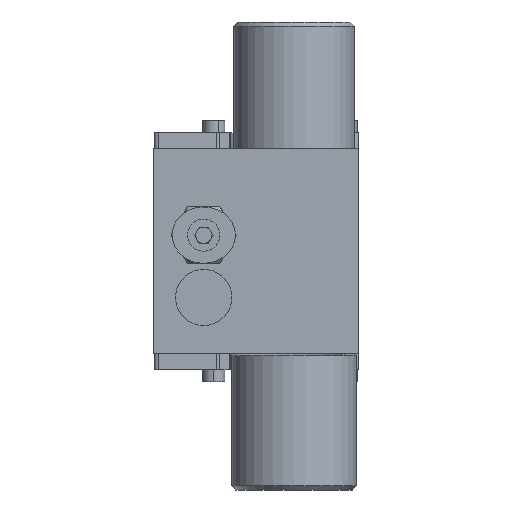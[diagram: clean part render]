
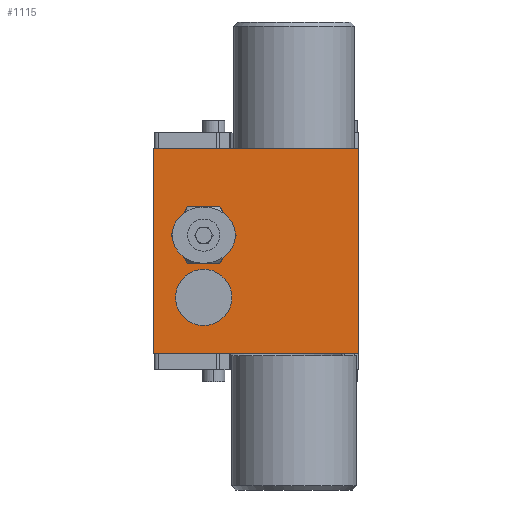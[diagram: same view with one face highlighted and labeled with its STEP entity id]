
A CAD part, left-side view. The second image highlights one B-rep face of the part: STEP entity #1115.
In plain terms, the highlighted planar face has unit normal (-1, 0, 0).
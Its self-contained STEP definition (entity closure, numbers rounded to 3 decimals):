
#1115 = ADVANCED_FACE ( 'NONE', ( #8112, #8031, #8135 ), #14171, .F. ) ;
#1383 = CARTESIAN_POINT ( 'NONE',  ( -2.773, 26.819, -11.5 ) ) ;
#1384 = DIRECTION ( 'NONE',  ( -1., 0., 0. ) ) ;
#1385 = DIRECTION ( 'NONE',  ( 0., 0., 1. ) ) ;
#1390 = LINE ( 'NONE', #1391, #17751 ) ;
#1391 = CARTESIAN_POINT ( 'NONE',  ( -2.773, 39.319, -25.5 ) ) ;
#1392 = DIRECTION ( 'NONE',  ( 0., -1., 0. ) ) ;
#1483 = CARTESIAN_POINT ( 'NONE',  ( -2.773, 26.819, 4. ) ) ;
#1484 = DIRECTION ( 'NONE',  ( -1., 0., 0. ) ) ;
#1485 = DIRECTION ( 'NONE',  ( 0., 0., 1. ) ) ;
#4772 = CARTESIAN_POINT ( 'NONE',  ( -2.773, 26.819, 8.889 ) ) ;
#4774 = CARTESIAN_POINT ( 'NONE',  ( -2.773, 26.819, -4.5 ) ) ;
#4901 = CARTESIAN_POINT ( 'NONE',  ( -2.773, 26.819, -18.5 ) ) ;
#4921 = CARTESIAN_POINT ( 'NONE',  ( -2.773, -11.681, -25.5 ) ) ;
#4932 = CARTESIAN_POINT ( 'NONE',  ( -2.773, 39.319, -25.5 ) ) ;
#5556 = CARTESIAN_POINT ( 'NONE',  ( -2.773, 39.319, 25.5 ) ) ;
#5650 = CARTESIAN_POINT ( 'NONE',  ( -2.773, -11.681, 25.5 ) ) ;
#5684 = CARTESIAN_POINT ( 'NONE',  ( -2.773, 26.819, -0.889 ) ) ;
#7985 = AXIS2_PLACEMENT_3D ( 'NONE', #14172, #14174, #14176 ) ;
#8031 = FACE_BOUND ( 'NONE', #14683, .T. ) ;
#8112 = FACE_BOUND ( 'NONE', #14665, .T. ) ;
#8135 = FACE_OUTER_BOUND ( 'NONE', #14664, .T. ) ;
#8778 = CIRCLE ( 'NONE', #9309, 7. ) ;
#8793 = CIRCLE ( 'NONE', #17903, 4.889 ) ;
#8869 = CIRCLE ( 'NONE', #9100, 4.889 ) ;
#8901 = CIRCLE ( 'NONE', #17798, 7. ) ;
#9100 = AXIS2_PLACEMENT_3D ( 'NONE', #17489, #17490, #17491 ) ;
#9105 = VECTOR ( 'NONE', #12237, 1000. ) ;
#9109 = VECTOR ( 'NONE', #12233, 1000. ) ;
#9189 = VECTOR ( 'NONE', #12024, 1000. ) ;
#9309 = AXIS2_PLACEMENT_3D ( 'NONE', #17435, #17436, #17437 ) ;
#10819 = EDGE_CURVE ( 'NONE', #12587, #12379, #8778, .T. ) ;
#10849 = EDGE_CURVE ( 'NONE', #13193, #12374, #8869, .T. ) ;
#10909 = EDGE_CURVE ( 'NONE', #13135, #12619, #12022, .T. ) ;
#10943 = EDGE_CURVE ( 'NONE', #12993, #12646, #12231, .T. ) ;
#10945 = EDGE_CURVE ( 'NONE', #12993, #13135, #12235, .T. ) ;
#11029 = EDGE_CURVE ( 'NONE', #12379, #12587, #8901, .T. ) ;
#11033 = EDGE_CURVE ( 'NONE', #12646, #12619, #1390, .T. ) ;
#11065 = EDGE_CURVE ( 'NONE', #12374, #13193, #8793, .T. ) ;
#12022 = LINE ( 'NONE', #12023, #9189 ) ;
#12023 = CARTESIAN_POINT ( 'NONE',  ( -2.773, -11.681, 25.5 ) ) ;
#12024 = DIRECTION ( 'NONE',  ( 0., 0., -1. ) ) ;
#12231 = LINE ( 'NONE', #12232, #9109 ) ;
#12232 = CARTESIAN_POINT ( 'NONE',  ( -2.773, 39.319, 25.5 ) ) ;
#12233 = DIRECTION ( 'NONE',  ( 0., 0., -1. ) ) ;
#12235 = LINE ( 'NONE', #12236, #9105 ) ;
#12236 = CARTESIAN_POINT ( 'NONE',  ( -2.773, 39.319, 25.5 ) ) ;
#12237 = DIRECTION ( 'NONE',  ( 0., -1., 0. ) ) ;
#12372 = ORIENTED_EDGE ( 'NONE', *, *, #11065, .F. ) ;
#12374 = VERTEX_POINT ( 'NONE', #4772 ) ;
#12379 = VERTEX_POINT ( 'NONE', #4774 ) ;
#12382 = ORIENTED_EDGE ( 'NONE', *, *, #10943, .T. ) ;
#12550 = ORIENTED_EDGE ( 'NONE', *, *, #11033, .T. ) ;
#12555 = ORIENTED_EDGE ( 'NONE', *, *, #10909, .F. ) ;
#12583 = ORIENTED_EDGE ( 'NONE', *, *, #10945, .F. ) ;
#12587 = VERTEX_POINT ( 'NONE', #4901 ) ;
#12591 = ORIENTED_EDGE ( 'NONE', *, *, #10819, .F. ) ;
#12596 = ORIENTED_EDGE ( 'NONE', *, *, #11029, .F. ) ;
#12601 = ORIENTED_EDGE ( 'NONE', *, *, #10849, .F. ) ;
#12619 = VERTEX_POINT ( 'NONE', #4921 ) ;
#12646 = VERTEX_POINT ( 'NONE', #4932 ) ;
#12993 = VERTEX_POINT ( 'NONE', #5556 ) ;
#13135 = VERTEX_POINT ( 'NONE', #5650 ) ;
#13193 = VERTEX_POINT ( 'NONE', #5684 ) ;
#14171 = PLANE ( 'NONE',  #7985 ) ;
#14172 = CARTESIAN_POINT ( 'NONE',  ( -2.773, 39.319, 25.5 ) ) ;
#14174 = DIRECTION ( 'NONE',  ( 1., 0., 0. ) ) ;
#14176 = DIRECTION ( 'NONE',  ( 0., 1., 0. ) ) ;
#14664 = EDGE_LOOP ( 'NONE', ( #12550, #12555, #12583, #12382 ) ) ;
#14665 = EDGE_LOOP ( 'NONE', ( #12596, #12591 ) ) ;
#14683 = EDGE_LOOP ( 'NONE', ( #12372, #12601 ) ) ;
#17435 = CARTESIAN_POINT ( 'NONE',  ( -2.773, 26.819, -11.5 ) ) ;
#17436 = DIRECTION ( 'NONE',  ( -1., 0., 0. ) ) ;
#17437 = DIRECTION ( 'NONE',  ( 0., 0., 1. ) ) ;
#17489 = CARTESIAN_POINT ( 'NONE',  ( -2.773, 26.819, 4. ) ) ;
#17490 = DIRECTION ( 'NONE',  ( -1., 0., 0. ) ) ;
#17491 = DIRECTION ( 'NONE',  ( 0., 0., 1. ) ) ;
#17751 = VECTOR ( 'NONE', #1392, 1000. ) ;
#17798 = AXIS2_PLACEMENT_3D ( 'NONE', #1383, #1384, #1385 ) ;
#17903 = AXIS2_PLACEMENT_3D ( 'NONE', #1483, #1484, #1485 ) ;
